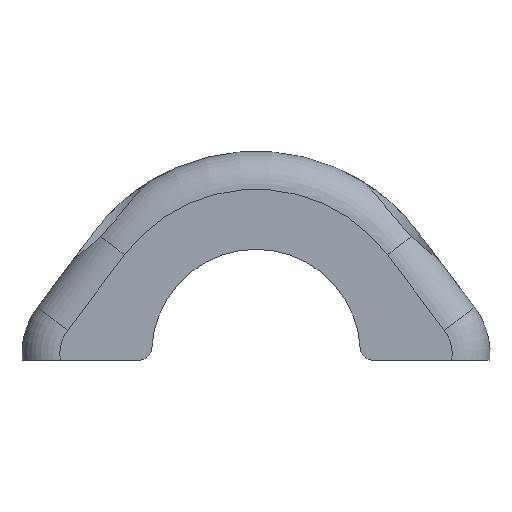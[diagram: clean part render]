
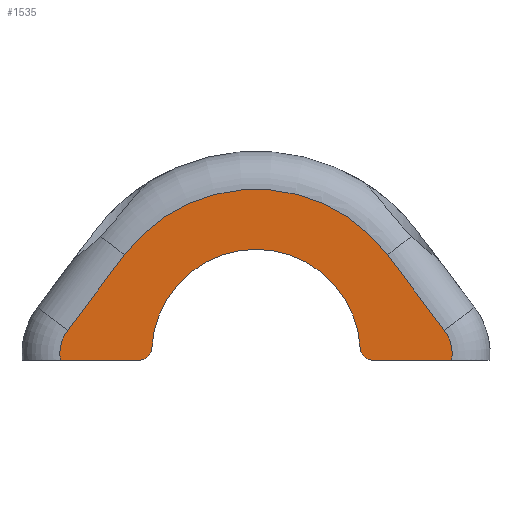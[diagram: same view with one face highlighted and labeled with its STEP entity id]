
A CAD part, left-side view. The second image highlights one B-rep face of the part: STEP entity #1535.
In plain terms, the highlighted planar face has unit normal (-1, 0, 0).
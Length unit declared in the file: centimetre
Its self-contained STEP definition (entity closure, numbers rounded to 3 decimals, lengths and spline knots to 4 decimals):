
#34=PLANE($,#1690);
#124=LINE($,#2495,#190);
#131=LINE($,#2557,#197);
#173=LINE($,#3578,#239);
#174=LINE($,#3582,#240);
#190=VECTOR($,#1817,0.6223);
#197=VECTOR($,#1832,0.6223);
#239=VECTOR($,#2056,0.7472);
#240=VECTOR($,#2059,0.7472);
#337=FACE_OUTER_BOUND($,#442,.T.);
#442=EDGE_LOOP($,(#1332,#1333,#1334,#1335,#1336,#1337,#1338,#1339,#1340,
#1341));
#556=CIRCLE($,#1652,0.1);
#557=CIRCLE($,#1654,0.825);
#558=CIRCLE($,#1656,0.1);
#573=CIRCLE($,#1691,0.3085);
#574=CIRCLE($,#1692,1.3);
#575=CIRCLE($,#1693,0.3085);
#693=VERTEX_POINT($,#2492);
#694=VERTEX_POINT($,#2494);
#704=VERTEX_POINT($,#2545);
#705=VERTEX_POINT($,#2556);
#745=VERTEX_POINT($,#3319);
#746=VERTEX_POINT($,#3333);
#780=VERTEX_POINT($,#3575);
#781=VERTEX_POINT($,#3577);
#782=VERTEX_POINT($,#3579);
#783=VERTEX_POINT($,#3581);
#847=EDGE_CURVE($,#693,#694,#124,.T.);
#860=EDGE_CURVE($,#704,#705,#131,.T.);
#938=EDGE_CURVE($,#745,#693,#556,.T.);
#941=EDGE_CURVE($,#745,#746,#557,.T.);
#942=EDGE_CURVE($,#705,#746,#558,.T.);
#987=EDGE_CURVE($,#704,#780,#573,.T.);
#988=EDGE_CURVE($,#780,#781,#173,.T.);
#989=EDGE_CURVE($,#781,#782,#574,.T.);
#990=EDGE_CURVE($,#782,#783,#174,.T.);
#991=EDGE_CURVE($,#783,#694,#575,.T.);
#1332=ORIENTED_EDGE($,*,*,#942,.F.);
#1333=ORIENTED_EDGE($,*,*,#860,.F.);
#1334=ORIENTED_EDGE($,*,*,#987,.T.);
#1335=ORIENTED_EDGE($,*,*,#988,.T.);
#1336=ORIENTED_EDGE($,*,*,#989,.T.);
#1337=ORIENTED_EDGE($,*,*,#990,.T.);
#1338=ORIENTED_EDGE($,*,*,#991,.T.);
#1339=ORIENTED_EDGE($,*,*,#847,.F.);
#1340=ORIENTED_EDGE($,*,*,#938,.F.);
#1341=ORIENTED_EDGE($,*,*,#941,.T.);
#1535=ADVANCED_FACE($,(#337),#34,.F.);
#1652=AXIS2_PLACEMENT_3D($,#3321,#1961,#1962);
#1654=AXIS2_PLACEMENT_3D($,#3335,#1966,#1967);
#1656=AXIS2_PLACEMENT_3D($,#3337,#1970,#1971);
#1690=AXIS2_PLACEMENT_3D($,#3574,#2052,#2053);
#1691=AXIS2_PLACEMENT_3D($,#3576,#2054,#2055);
#1692=AXIS2_PLACEMENT_3D($,#3580,#2057,#2058);
#1693=AXIS2_PLACEMENT_3D($,#3583,#2060,#2061);
#1817=DIRECTION($,(0.,1.,0.));
#1832=DIRECTION($,(0.,1.,0.));
#1961=DIRECTION('center_axis',(1.,0.,0.));
#1962=DIRECTION('ref_axis',(0.,-0.688,-0.726));
#1966=DIRECTION('center_axis',(1.,0.,0.));
#1967=DIRECTION('ref_axis',(0.,0.,-1.));
#1970=DIRECTION('center_axis',(1.,0.,0.));
#1971=DIRECTION('ref_axis',(0.,0.688,-0.726));
#2052=DIRECTION('center_axis',(1.,0.,0.));
#2053=DIRECTION('ref_axis',(0.,0.,-1.));
#2054=DIRECTION('center_axis',(-1.,0.,0.));
#2055=DIRECTION('ref_axis',(0.,0.,-1.));
#2056=DIRECTION($,(0.,0.602,0.799));
#2057=DIRECTION('center_axis',(-1.,0.,0.));
#2058=DIRECTION('ref_axis',(0.,0.,-1.));
#2059=DIRECTION($,(0.,0.602,-0.799));
#2060=DIRECTION('center_axis',(-1.,0.,0.));
#2061=DIRECTION('ref_axis',(0.,0.,-1.));
#2492=CARTESIAN_POINT('',(-19.4658,17.4058,0.0005));
#2494=CARTESIAN_POINT('',(-19.4658,18.0281,0.0005));
#2495=CARTESIAN_POINT($,(-19.4658,16.2689,0.0005));
#2545=CARTESIAN_POINT('',(-19.4658,14.9363,0.0005));
#2556=CARTESIAN_POINT('',(-19.4658,15.5585,0.0005));
#2557=CARTESIAN_POINT($,(-19.4658,14.9364,0.0005));
#3319=CARTESIAN_POINT('',(-19.4658,17.306,0.0951));
#3321=CARTESIAN_POINT('Origin',(-19.4658,17.4058,0.1005));
#3333=CARTESIAN_POINT('',(-19.4658,15.6584,0.0951));
#3335=CARTESIAN_POINT('Origin',(-19.4658,16.4822,0.0505));
#3337=CARTESIAN_POINT('Origin',(-19.4658,15.5585,0.1005));
#3574=CARTESIAN_POINT('Origin',(-19.4658,15.2407,0.0505));
#3575=CARTESIAN_POINT('',(-19.4658,14.9943,0.2361));
#3576=CARTESIAN_POINT('Origin',(-19.4658,15.2407,0.0505));
#3577=CARTESIAN_POINT('',(-19.4658,15.444,0.8328));
#3578=CARTESIAN_POINT($,(-19.4658,14.9943,0.2361));
#3579=CARTESIAN_POINT('',(-19.4658,17.5204,0.8328));
#3580=CARTESIAN_POINT('Origin',(-19.4658,16.4822,0.0505));
#3581=CARTESIAN_POINT('',(-19.4658,17.9701,0.2361));
#3582=CARTESIAN_POINT($,(-19.4658,17.0708,1.4295));
#3583=CARTESIAN_POINT('Origin',(-19.4658,17.7237,0.0505));
